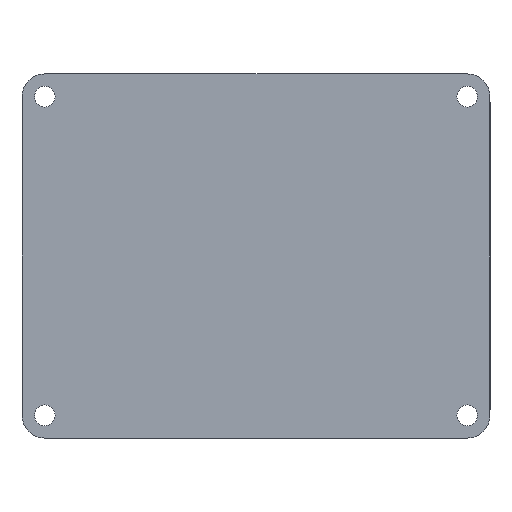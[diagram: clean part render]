
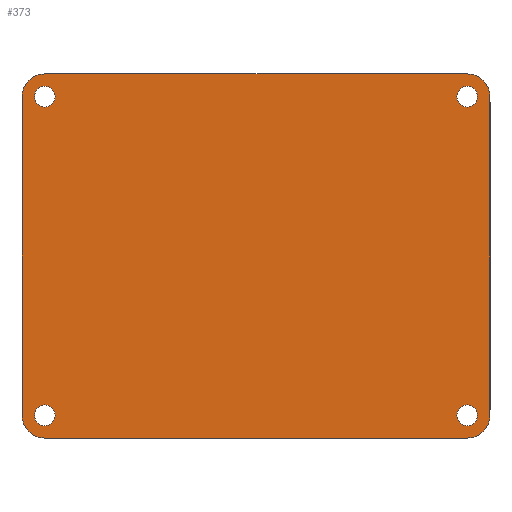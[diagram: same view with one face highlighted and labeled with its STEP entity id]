
A CAD part, front view. The second image highlights one B-rep face of the part: STEP entity #373.
In plain terms, the highlighted planar face has unit normal (0, -1, 0).
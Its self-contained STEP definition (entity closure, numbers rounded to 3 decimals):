
#15=FACE_BOUND('',#69,.T.);
#16=FACE_BOUND('',#70,.T.);
#17=FACE_BOUND('',#71,.T.);
#18=FACE_BOUND('',#72,.T.);
#24=PLANE('',#427);
#50=FACE_OUTER_BOUND('',#68,.T.);
#68=EDGE_LOOP('',(#340,#341,#342,#343,#344,#345,#346,#347));
#69=EDGE_LOOP('',(#348));
#70=EDGE_LOOP('',(#349));
#71=EDGE_LOOP('',(#350));
#72=EDGE_LOOP('',(#351));
#76=CIRCLE('',#393,2.2);
#81=CIRCLE('',#400,2.2);
#85=CIRCLE('',#406,2.2);
#90=CIRCLE('',#413,2.2);
#91=CIRCLE('',#417,4.85);
#92=CIRCLE('',#420,4.85);
#93=CIRCLE('',#422,4.85);
#94=CIRCLE('',#425,4.85);
#108=LINE('',#632,#132);
#113=LINE('',#643,#137);
#116=LINE('',#653,#140);
#118=LINE('',#659,#142);
#132=VECTOR('',#499,10.);
#137=VECTOR('',#510,10.);
#140=VECTOR('',#523,10.);
#142=VECTOR('',#531,10.);
#157=VERTEX_POINT('',#552);
#164=VERTEX_POINT('',#574);
#171=VERTEX_POINT('',#598);
#178=VERTEX_POINT('',#620);
#179=VERTEX_POINT('',#629);
#180=VERTEX_POINT('',#631);
#181=VERTEX_POINT('',#635);
#182=VERTEX_POINT('',#637);
#183=VERTEX_POINT('',#641);
#184=VERTEX_POINT('',#647);
#185=VERTEX_POINT('',#651);
#186=VERTEX_POINT('',#655);
#194=EDGE_CURVE('',#157,#157,#76,.T.);
#203=EDGE_CURVE('',#164,#164,#81,.T.);
#212=EDGE_CURVE('',#171,#171,#85,.T.);
#221=EDGE_CURVE('',#178,#178,#90,.T.);
#227=EDGE_CURVE('',#180,#179,#108,.T.);
#230=EDGE_CURVE('',#182,#181,#91,.T.);
#233=EDGE_CURVE('',#181,#183,#113,.T.);
#234=EDGE_CURVE('',#183,#180,#92,.T.);
#236=EDGE_CURVE('',#179,#184,#93,.T.);
#238=EDGE_CURVE('',#184,#185,#116,.T.);
#240=EDGE_CURVE('',#185,#186,#94,.T.);
#241=EDGE_CURVE('',#186,#182,#118,.T.);
#340=ORIENTED_EDGE('',*,*,#241,.T.);
#341=ORIENTED_EDGE('',*,*,#230,.T.);
#342=ORIENTED_EDGE('',*,*,#233,.T.);
#343=ORIENTED_EDGE('',*,*,#234,.T.);
#344=ORIENTED_EDGE('',*,*,#227,.T.);
#345=ORIENTED_EDGE('',*,*,#236,.T.);
#346=ORIENTED_EDGE('',*,*,#238,.T.);
#347=ORIENTED_EDGE('',*,*,#240,.T.);
#348=ORIENTED_EDGE('',*,*,#194,.T.);
#349=ORIENTED_EDGE('',*,*,#203,.T.);
#350=ORIENTED_EDGE('',*,*,#212,.T.);
#351=ORIENTED_EDGE('',*,*,#221,.T.);
#373=ADVANCED_FACE('',(#50,#15,#16,#17,#18),#24,.F.);
#393=AXIS2_PLACEMENT_3D('',#554,#442,#443);
#400=AXIS2_PLACEMENT_3D('',#576,#458,#459);
#406=AXIS2_PLACEMENT_3D('',#600,#472,#473);
#413=AXIS2_PLACEMENT_3D('',#622,#488,#489);
#417=AXIS2_PLACEMENT_3D('',#638,#504,#505);
#420=AXIS2_PLACEMENT_3D('',#645,#513,#514);
#422=AXIS2_PLACEMENT_3D('',#649,#518,#519);
#425=AXIS2_PLACEMENT_3D('',#657,#527,#528);
#427=AXIS2_PLACEMENT_3D('',#660,#532,#533);
#442=DIRECTION('center_axis',(0.,1.,0.));
#443=DIRECTION('ref_axis',(0.,0.,1.));
#458=DIRECTION('center_axis',(0.,1.,0.));
#459=DIRECTION('ref_axis',(0.,0.,1.));
#472=DIRECTION('center_axis',(0.,1.,0.));
#473=DIRECTION('ref_axis',(0.,0.,1.));
#488=DIRECTION('center_axis',(0.,1.,0.));
#489=DIRECTION('ref_axis',(0.,0.,1.));
#499=DIRECTION('',(-1.,0.,0.));
#504=DIRECTION('center_axis',(0.,-1.,0.));
#505=DIRECTION('ref_axis',(1.,0.,0.));
#510=DIRECTION('',(0.,0.,1.));
#513=DIRECTION('center_axis',(0.,-1.,0.));
#514=DIRECTION('ref_axis',(1.,0.,0.));
#518=DIRECTION('center_axis',(0.,-1.,0.));
#519=DIRECTION('ref_axis',(1.,0.,0.));
#523=DIRECTION('',(0.,0.,-1.));
#527=DIRECTION('center_axis',(0.,-1.,0.));
#528=DIRECTION('ref_axis',(1.,0.,0.));
#531=DIRECTION('',(1.,0.,0.));
#532=DIRECTION('center_axis',(0.,1.,0.));
#533=DIRECTION('ref_axis',(0.,0.,1.));
#552=CARTESIAN_POINT('',(-44.95,43.05,-36.1));
#554=CARTESIAN_POINT('Origin',(-44.95,43.05,-33.9));
#574=CARTESIAN_POINT('',(44.95,43.05,31.7));
#576=CARTESIAN_POINT('Origin',(44.95,43.05,33.9));
#598=CARTESIAN_POINT('',(44.95,43.05,-36.1));
#600=CARTESIAN_POINT('Origin',(44.95,43.05,-33.9));
#620=CARTESIAN_POINT('',(-44.95,43.05,31.7));
#622=CARTESIAN_POINT('Origin',(-44.95,43.05,33.9));
#629=CARTESIAN_POINT('',(-44.95,43.05,38.75));
#631=CARTESIAN_POINT('',(44.95,43.05,38.75));
#632=CARTESIAN_POINT('',(-22.475,43.05,38.75));
#635=CARTESIAN_POINT('',(49.8,43.05,-33.9));
#637=CARTESIAN_POINT('',(44.95,43.05,-38.75));
#638=CARTESIAN_POINT('Origin',(44.95,43.05,-33.9));
#641=CARTESIAN_POINT('',(49.8,43.05,33.9));
#643=CARTESIAN_POINT('',(49.8,43.05,16.95));
#645=CARTESIAN_POINT('Origin',(44.95,43.05,33.9));
#647=CARTESIAN_POINT('',(-49.8,43.05,33.9));
#649=CARTESIAN_POINT('Origin',(-44.95,43.05,33.9));
#651=CARTESIAN_POINT('',(-49.8,43.05,-33.9));
#653=CARTESIAN_POINT('',(-49.8,43.05,-16.95));
#655=CARTESIAN_POINT('',(-44.95,43.05,-38.75));
#657=CARTESIAN_POINT('Origin',(-44.95,43.05,-33.9));
#659=CARTESIAN_POINT('',(22.475,43.05,-38.75));
#660=CARTESIAN_POINT('Origin',(0.,43.05,0.));
